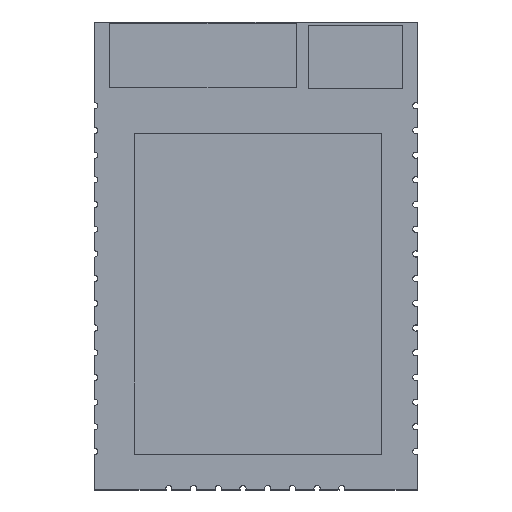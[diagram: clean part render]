
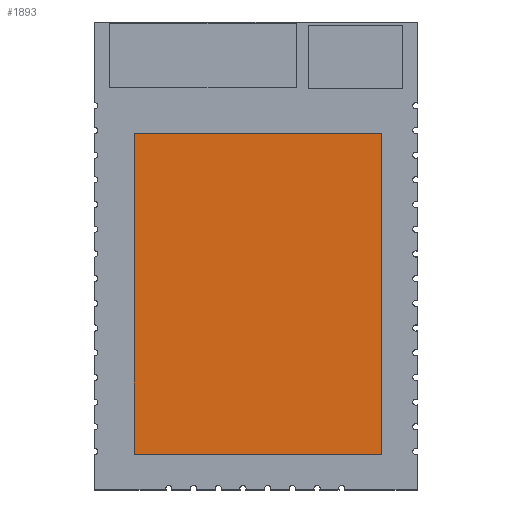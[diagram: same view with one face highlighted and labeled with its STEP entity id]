
A CAD part, top view. The second image highlights one B-rep face of the part: STEP entity #1893.
In plain terms, the highlighted planar face has unit normal (0, 0, 1).
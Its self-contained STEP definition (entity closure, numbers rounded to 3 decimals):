
#73=PLANE('',#2068);
#170=FACE_OUTER_BOUND('',#270,.T.);
#270=EDGE_LOOP('',(#1746,#1747,#1748,#1749));
#543=LINE('',#3162,#743);
#545=LINE('',#3166,#745);
#547=LINE('',#3170,#747);
#549=LINE('',#3173,#749);
#743=VECTOR('',#2599,1.);
#745=VECTOR('',#2603,1.);
#747=VECTOR('',#2607,1.);
#749=VECTOR('',#2611,1.);
#930=VERTEX_POINT('',#3159);
#931=VERTEX_POINT('',#3161);
#932=VERTEX_POINT('',#3165);
#933=VERTEX_POINT('',#3169);
#1203=EDGE_CURVE('',#931,#930,#543,.T.);
#1205=EDGE_CURVE('',#932,#931,#545,.T.);
#1207=EDGE_CURVE('',#933,#932,#547,.T.);
#1209=EDGE_CURVE('',#930,#933,#549,.T.);
#1746=ORIENTED_EDGE('',*,*,#1209,.T.);
#1747=ORIENTED_EDGE('',*,*,#1207,.T.);
#1748=ORIENTED_EDGE('',*,*,#1205,.T.);
#1749=ORIENTED_EDGE('',*,*,#1203,.T.);
#1893=ADVANCED_FACE('',(#170),#73,.T.);
#2068=AXIS2_PLACEMENT_3D('',#3174,#2612,#2613);
#2599=DIRECTION('',(0.,-1.,0.));
#2603=DIRECTION('',(-1.,0.,0.));
#2607=DIRECTION('',(0.,1.,0.));
#2611=DIRECTION('',(1.,0.,0.));
#2612=DIRECTION('center_axis',(0.,0.,1.));
#2613=DIRECTION('ref_axis',(1.,0.,0.));
#3159=CARTESIAN_POINT('',(-100.076,116.815,20.));
#3161=CARTESIAN_POINT('',(-100.076,129.794,20.));
#3162=CARTESIAN_POINT('',(-100.076,116.815,20.));
#3165=CARTESIAN_POINT('',(-90.068,129.794,20.));
#3166=CARTESIAN_POINT('',(-100.076,129.794,20.));
#3169=CARTESIAN_POINT('',(-90.068,116.815,20.));
#3170=CARTESIAN_POINT('',(-90.068,129.794,20.));
#3173=CARTESIAN_POINT('',(-90.068,116.815,20.));
#3174=CARTESIAN_POINT('Origin',(-95.072,123.304,20.));
